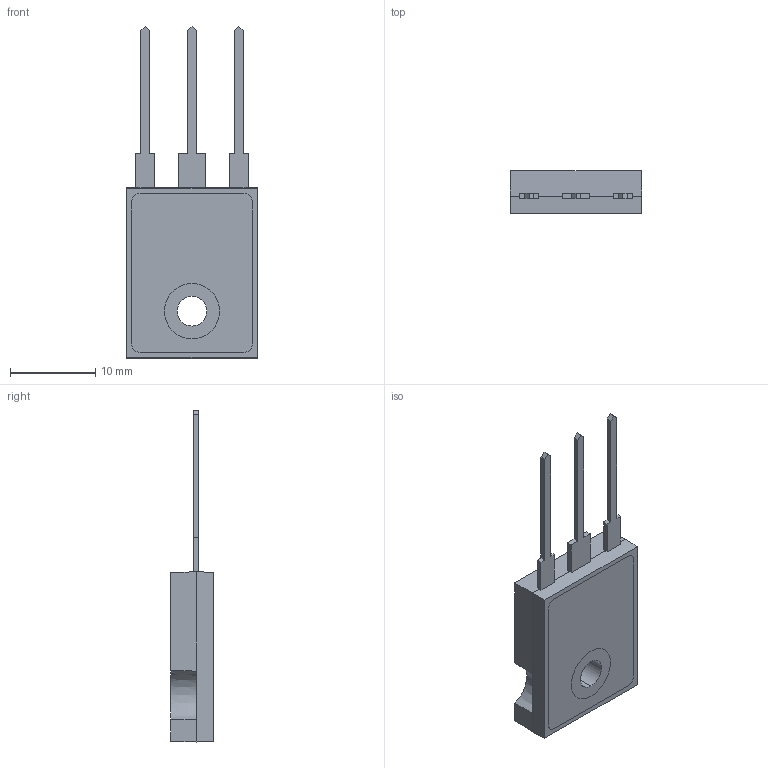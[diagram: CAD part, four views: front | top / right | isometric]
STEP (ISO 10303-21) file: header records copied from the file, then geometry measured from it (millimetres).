
FILE_DESCRIPTION (( 'STEP AP214' ), '1' );
FILE_NAME ('TO-247.STEP', '2014-05-23T17:21:00', ( '' ), ( '' ), 'SwSTEP 2.0', 'SolidWorks 2013', '' );
FILE_SCHEMA (( 'AUTOMOTIVE_DESIGN' ));
Length unit declared in the file: millimetre
Products named in the file (1): TO-247
Bounding box: 15.5 x 5 x 39 mm (x, y, z)
Volume: 1462.5 mm3; surface area: 2019.3 mm2
Topology: 5 solids, 5 shells, 80 faces, 201 edges, 130 vertices
Faces by surface type: plane 64, cylinder 14, cone 2
Entity records: 2466 total; most frequent: CARTESIAN_POINT 424, ORIENTED_EDGE 402, DIRECTION 395, EDGE_CURVE 201, VECTOR 161, LINE 161, VERTEX_POINT 130, AXIS2_PLACEMENT_3D 117
